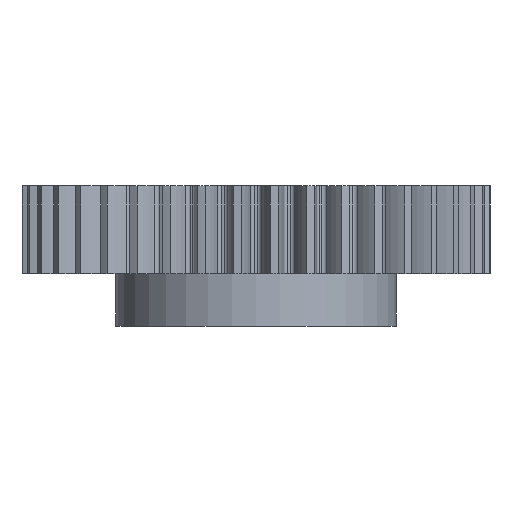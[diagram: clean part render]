
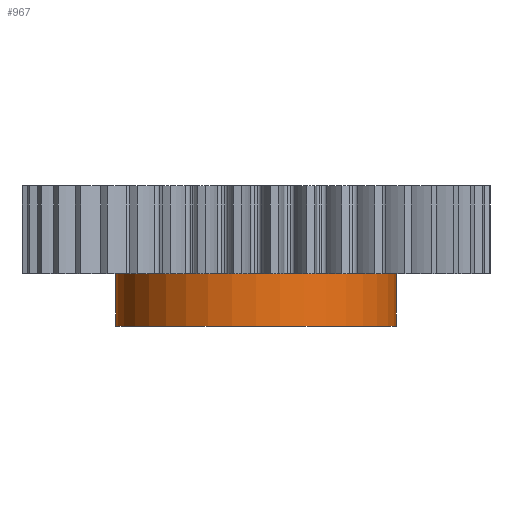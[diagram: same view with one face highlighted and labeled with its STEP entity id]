
A CAD part, front view. The second image highlights one B-rep face of the part: STEP entity #967.
In plain terms, the highlighted cylindrical face has radius 40 mm (diameter 80 mm), a partial arc.
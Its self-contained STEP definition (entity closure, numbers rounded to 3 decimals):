
#518 = ORIENTED_EDGE ( 'NONE', *, *, #968, .T. ) ;
#523 = EDGE_LOOP ( 'NONE', ( #595, #518, #970, #969 ) ) ;
#595 = ORIENTED_EDGE ( 'NONE', *, *, #1152, .F. ) ;
#967 = ADVANCED_FACE ( 'NONE', ( #5128 ), #5127, .T. ) ;
#968 = EDGE_CURVE ( 'NONE', #1158, #1169, #5136, .T. ) ;
#969 = ORIENTED_EDGE ( 'NONE', *, *, #2762, .F. ) ;
#970 = ORIENTED_EDGE ( 'NONE', *, *, #1174, .T. ) ;
#1152 = EDGE_CURVE ( 'NONE', #1158, #1153, #5312, .T. ) ;
#1153 = VERTEX_POINT ( 'NONE', #5316 ) ;
#1158 = VERTEX_POINT ( 'NONE', #5418 ) ;
#1169 = VERTEX_POINT ( 'NONE', #5265 ) ;
#1171 = VERTEX_POINT ( 'NONE', #5271 ) ;
#1174 = EDGE_CURVE ( 'NONE', #1169, #1171, #5462, .T. ) ;
#2762 = EDGE_CURVE ( 'NONE', #1153, #1171, #8282, .T. ) ;
#5124 = DIRECTION ( 'NONE',  ( 0., 0., 1. ) ) ;
#5126 = AXIS2_PLACEMENT_3D ( 'NONE', #5130, #5129, #5170 ) ;
#5127 = CYLINDRICAL_SURFACE ( 'NONE', #5126, 40. ) ;
#5128 = FACE_OUTER_BOUND ( 'NONE', #523, .T. ) ;
#5129 = DIRECTION ( 'NONE',  ( 0., 0., 1. ) ) ;
#5130 = CARTESIAN_POINT ( 'NONE',  ( 0., 0., -15. ) ) ;
#5136 = CIRCLE ( 'NONE', #5166, 40. ) ;
#5165 = DIRECTION ( 'NONE',  ( 1., 0., 0. ) ) ;
#5166 = AXIS2_PLACEMENT_3D ( 'NONE', #5171, #5124, #5165 ) ;
#5170 = DIRECTION ( 'NONE',  ( 1., 0., 0. ) ) ;
#5171 = CARTESIAN_POINT ( 'NONE',  ( 0., 0., -15. ) ) ;
#5265 = CARTESIAN_POINT ( 'NONE',  ( 40., 0., -15. ) ) ;
#5271 = CARTESIAN_POINT ( 'NONE',  ( 40., 0., 0. ) ) ;
#5303 = DIRECTION ( 'NONE',  ( 0., 0., 1. ) ) ;
#5304 = VECTOR ( 'NONE', #5303, 1000. ) ;
#5311 = CARTESIAN_POINT ( 'NONE',  ( -40., 0., -15. ) ) ;
#5312 = LINE ( 'NONE', #5311, #5304 ) ;
#5316 = CARTESIAN_POINT ( 'NONE',  ( -40., 0., 0. ) ) ;
#5418 = CARTESIAN_POINT ( 'NONE',  ( -40., 0., -15. ) ) ;
#5459 = DIRECTION ( 'NONE',  ( 0., 0., 1. ) ) ;
#5460 = VECTOR ( 'NONE', #5459, 1000. ) ;
#5461 = CARTESIAN_POINT ( 'NONE',  ( 40., 0., -15. ) ) ;
#5462 = LINE ( 'NONE', #5461, #5460 ) ;
#8277 = DIRECTION ( 'NONE',  ( 1., 0., 0. ) ) ;
#8278 = DIRECTION ( 'NONE',  ( 0., 0., 1. ) ) ;
#8279 = CARTESIAN_POINT ( 'NONE',  ( 0., 0., 0. ) ) ;
#8282 = CIRCLE ( 'NONE', #8286, 40. ) ;
#8286 = AXIS2_PLACEMENT_3D ( 'NONE', #8279, #8278, #8277 ) ;
